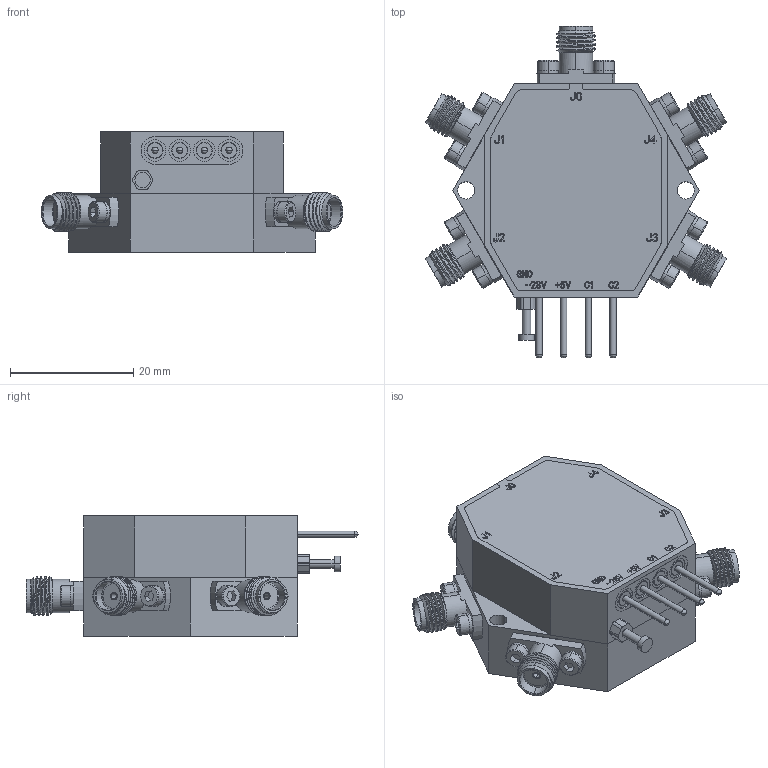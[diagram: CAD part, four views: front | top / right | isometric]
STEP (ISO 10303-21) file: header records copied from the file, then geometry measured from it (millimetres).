
FILE_DESCRIPTION (( 'STEP AP214' ), '1' );
FILE_NAME ('FMSW5008_3D.step', '2025-03-28T19:01:43', ( '' ), ( '' ), 'SwSTEP 2.0', 'SolidWorks 2022', '' );
FILE_SCHEMA (( 'AUTOMOTIVE_DESIGN' ));
Length unit declared in the file: millimetre
Products named in the file (1): FMSW5008_3D
Bounding box: 48.91 x 53.84 x 19.5 mm (x, y, z)
Volume: 19233.6 mm3; surface area: 10728.7 mm2
Topology: 2 solids, 18 shells, 1680 faces, 4436 edges, 2840 vertices
Faces by surface type: plane 1020, cylinder 463, cone 151, bspline 26, torus 20
Entity records: 56500 total; most frequent: CARTESIAN_POINT 15045, ORIENTED_EDGE 8692, DIRECTION 8438, EDGE_CURVE 4346, LINE 3126, VECTOR 3126, VERTEX_POINT 2840, AXIS2_PLACEMENT_3D 2656
